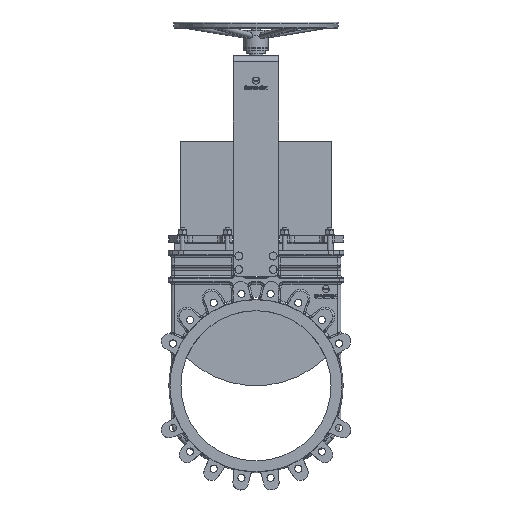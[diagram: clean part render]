
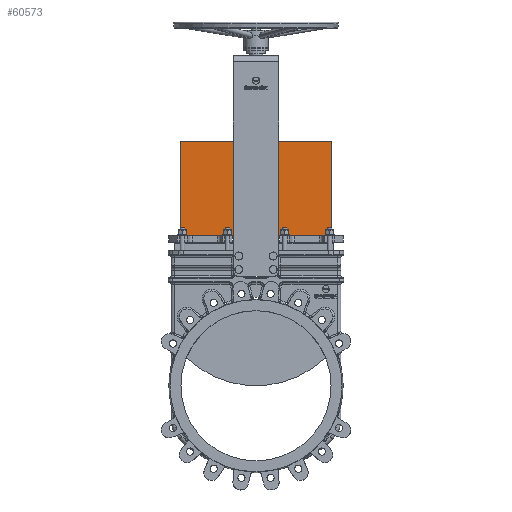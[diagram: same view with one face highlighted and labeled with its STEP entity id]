
A CAD part, top view. The second image highlights one B-rep face of the part: STEP entity #60573.
In plain terms, the highlighted planar face has unit normal (0, 0, 1).
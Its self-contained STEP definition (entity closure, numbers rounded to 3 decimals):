
#22070 = CARTESIAN_POINT ( 'NONE',  ( 250.9, 812., 6. ) ) ;
#22071 = DIRECTION ( 'NONE',  ( 0., 1., 0. ) ) ;
#22094 = DIRECTION ( 'NONE',  ( 0., -1., 0. ) ) ;
#22095 = CARTESIAN_POINT ( 'NONE',  ( 0., 500., 6. ) ) ;
#22097 = CARTESIAN_POINT ( 'NONE',  ( -250.9, 812., 6. ) ) ;
#22101 = DIRECTION ( 'NONE',  ( -1., 0., 0. ) ) ;
#22102 = DIRECTION ( 'NONE',  ( 0., 0., 1. ) ) ;
#22107 = DIRECTION ( 'NONE',  ( 1., 0., 0. ) ) ;
#22109 = CARTESIAN_POINT ( 'NONE',  ( -35., 794., 6. ) ) ;
#22116 = DIRECTION ( 'NONE',  ( 1., 0., 0. ) ) ;
#22122 = CARTESIAN_POINT ( 'NONE',  ( -35., 794., 6. ) ) ;
#22123 = DIRECTION ( 'NONE',  ( 0., 0., 1. ) ) ;
#22127 = CARTESIAN_POINT ( 'NONE',  ( 35., 794., 6. ) ) ;
#22133 = DIRECTION ( 'NONE',  ( 0., 0., 1. ) ) ;
#22134 = DIRECTION ( 'NONE',  ( 1., 0., 0. ) ) ;
#22138 = DIRECTION ( 'NONE',  ( 0., 0., 1. ) ) ;
#22145 = DIRECTION ( 'NONE',  ( 1., 0., 0. ) ) ;
#22154 = CARTESIAN_POINT ( 'NONE',  ( 35., 794., 6. ) ) ;
#22178 = DIRECTION ( 'NONE',  ( -1., 0., 0. ) ) ;
#22194 = CARTESIAN_POINT ( 'NONE',  ( -250.9, 812., 6. ) ) ;
#30105 = PLANE ( 'NONE',  #31156 ) ;
#30106 = CARTESIAN_POINT ( 'NONE',  ( 0., 332., 6. ) ) ;
#30107 = DIRECTION ( 'NONE',  ( 0., 0., 1. ) ) ;
#30108 = DIRECTION ( 'NONE',  ( 1., 0., 0. ) ) ;
#30976 = FACE_BOUND ( 'NONE', #49289, .T. ) ;
#30978 = FACE_BOUND ( 'NONE', #49352, .T. ) ;
#30980 = FACE_OUTER_BOUND ( 'NONE', #49295, .T. ) ;
#31156 = AXIS2_PLACEMENT_3D ( 'NONE', #30106, #30107, #30108 ) ;
#36487 = CARTESIAN_POINT ( 'NONE',  ( 26.75, 794., 6. ) ) ;
#36509 = CARTESIAN_POINT ( 'NONE',  ( -250.9, 500., 6. ) ) ;
#37448 = ORIENTED_EDGE ( 'NONE', *, *, #42252, .T. ) ;
#37504 = ORIENTED_EDGE ( 'NONE', *, *, #42260, .F. ) ;
#37628 = ORIENTED_EDGE ( 'NONE', *, *, #42263, .T. ) ;
#37669 = ORIENTED_EDGE ( 'NONE', *, *, #42258, .F. ) ;
#37687 = ORIENTED_EDGE ( 'NONE', *, *, #42257, .F. ) ;
#37754 = ORIENTED_EDGE ( 'NONE', *, *, #42256, .F. ) ;
#37762 = ORIENTED_EDGE ( 'NONE', *, *, #42261, .T. ) ;
#37901 = ORIENTED_EDGE ( 'NONE', *, *, #42259, .F. ) ;
#39870 = VERTEX_POINT ( 'NONE', #65268 ) ;
#39927 = VERTEX_POINT ( 'NONE', #65302 ) ;
#39929 = VERTEX_POINT ( 'NONE', #65308 ) ;
#39960 = VERTEX_POINT ( 'NONE', #65272 ) ;
#40042 = VERTEX_POINT ( 'NONE', #65228 ) ;
#40121 = VERTEX_POINT ( 'NONE', #54401 ) ;
#42252 = EDGE_CURVE ( 'NONE', #40121, #40042, #65654, .T. ) ;
#42256 = EDGE_CURVE ( 'NONE', #66973, #39929, #65405, .T. ) ;
#42257 = EDGE_CURVE ( 'NONE', #39929, #66973, #65410, .T. ) ;
#42258 = EDGE_CURVE ( 'NONE', #39960, #39927, #65407, .T. ) ;
#42259 = EDGE_CURVE ( 'NONE', #39927, #39960, #65413, .T. ) ;
#42260 = EDGE_CURVE ( 'NONE', #39870, #67024, #65658, .T. ) ;
#42261 = EDGE_CURVE ( 'NONE', #40042, #67024, #65659, .T. ) ;
#42263 = EDGE_CURVE ( 'NONE', #39870, #40121, #65652, .T. ) ;
#49289 = EDGE_LOOP ( 'NONE', ( #37687, #37754 ) ) ;
#49295 = EDGE_LOOP ( 'NONE', ( #37762, #37504, #37628, #37448 ) ) ;
#49352 = EDGE_LOOP ( 'NONE', ( #37901, #37669 ) ) ;
#54401 = CARTESIAN_POINT ( 'NONE',  ( 250.9, 812., 6. ) ) ;
#60573 = ADVANCED_FACE ( 'NONE', ( #30976, #30978, #30980 ), #30105, .T. ) ;
#65228 = CARTESIAN_POINT ( 'NONE',  ( -250.9, 812., 6. ) ) ;
#65268 = CARTESIAN_POINT ( 'NONE',  ( 250.9, 500., 6. ) ) ;
#65272 = CARTESIAN_POINT ( 'NONE',  ( -43.25, 794., 6. ) ) ;
#65302 = CARTESIAN_POINT ( 'NONE',  ( -26.75, 794., 6. ) ) ;
#65308 = CARTESIAN_POINT ( 'NONE',  ( 43.25, 794., 6. ) ) ;
#65403 = VECTOR ( 'NONE', #22178, 1000. ) ;
#65405 = CIRCLE ( 'NONE', #65409, 8.25 ) ;
#65407 = CIRCLE ( 'NONE', #65412, 8.25 ) ;
#65409 = AXIS2_PLACEMENT_3D ( 'NONE', #22154, #22138, #22145 ) ;
#65410 = CIRCLE ( 'NONE', #65411, 8.25 ) ;
#65411 = AXIS2_PLACEMENT_3D ( 'NONE', #22127, #22133, #22134 ) ;
#65412 = AXIS2_PLACEMENT_3D ( 'NONE', #22122, #22123, #22116 ) ;
#65413 = CIRCLE ( 'NONE', #65414, 8.25 ) ;
#65414 = AXIS2_PLACEMENT_3D ( 'NONE', #22109, #22102, #22107 ) ;
#65416 = VECTOR ( 'NONE', #22101, 1000. ) ;
#65418 = VECTOR ( 'NONE', #22094, 1000. ) ;
#65422 = VECTOR ( 'NONE', #22071, 1000. ) ;
#65652 = LINE ( 'NONE', #22070, #65422 ) ;
#65654 = LINE ( 'NONE', #22194, #65403 ) ;
#65658 = LINE ( 'NONE', #22095, #65416 ) ;
#65659 = LINE ( 'NONE', #22097, #65418 ) ;
#66973 = VERTEX_POINT ( 'NONE', #36487 ) ;
#67024 = VERTEX_POINT ( 'NONE', #36509 ) ;
